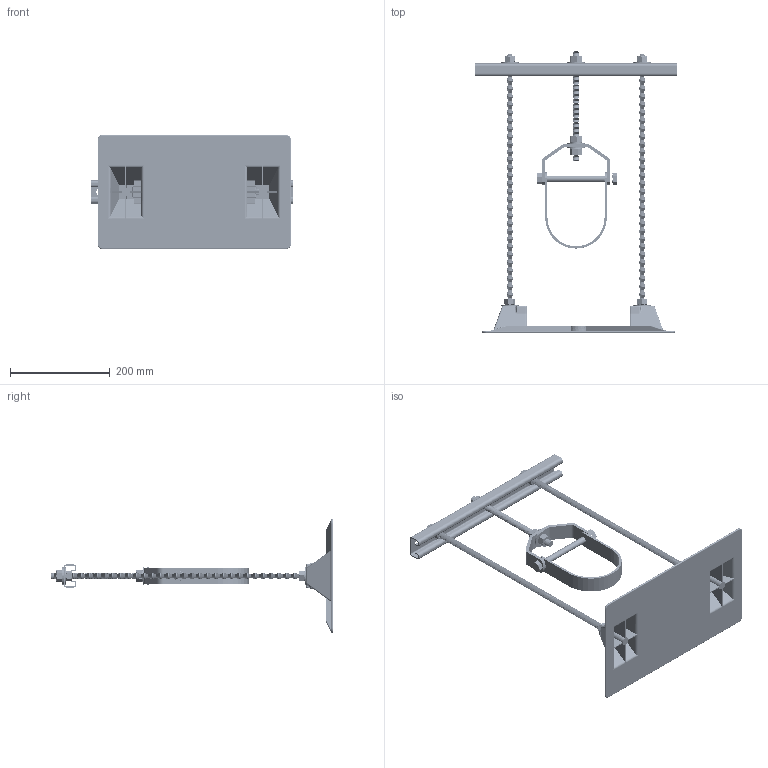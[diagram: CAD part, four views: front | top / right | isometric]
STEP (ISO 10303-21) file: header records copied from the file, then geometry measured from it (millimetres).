
FILE_DESCRIPTION((''),'2;1');
FILE_NAME('2.5-SBH.stp','2012-11-21T13:19:15',('rdavis'),(''),'Autodesk Inventor 2013','Autodesk Inventor 2013','');
FILE_SCHEMA(('AUTOMOTIVE_DESIGN { 1 0 10303 214 1 1 1 1 }'));
Length unit declared in the file: inch
Products named in the file (13): 2; Flat Washer Type A Wide_AI_FW 0; Hex Nut_AI_HNUT 0; All Thread_.4875 dia x 22_; 9x15.25 No Logo; 12 Gauge Channel_16_ ; 4.75_shorter all thread; hex bolt 5 inch long_HBOLT 0; top hanger_4; Heavy Hex Nut_AI; Heavy Hex Nut_AI_HHNUT 0; bottom hanger_4; .5 all thread_7_
Assembly tree (28 placements, depth 3):
  2
    Flat Washer Type A Wide_AI_FW 0  x6
    Hex Nut_AI_HNUT 0  x6
    All Thread_.4875 dia x 22_  x2
    9x15.25 No Logo
    12 Gauge Channel_16_ 
    4.75_shorter all thread
      Flat Washer Type A Wide_AI_FW 0  x3
      hex bolt 5 inch long_HBOLT 0
      top hanger_4
      Heavy Hex Nut_AI
      Heavy Hex Nut_AI_HHNUT 0  x3
      bottom hanger_4
      .5 all thread_7_
Bounding box: 406.4 x 565.07 x 228.6 mm (x, y, z)
Volume: 842479.6 mm3; surface area: 560549.9 mm2
Topology: 27 solids, 27 shells, 3709 faces, 9572 edges, 6064 vertices
Faces by surface type: cone 1504, plane 985, cylinder 930, bspline 242, torus 28, sphere 20
Full cylindrical faces by diameter (mm): 3.556 x4, 7.62 x4, 10.16 x4, 10.716 x9, 11.1 x1, 12.383 x596, 12.7 x77, 12.731 x21, 12.954 x2, 14.275 x9, 17.018 x1, 22.225 x3, 34.925 x9
Entity records: 81429 total; most frequent: CARTESIAN_POINT 25634, DIRECTION 10684, ORIENTED_EDGE 9482, EDGE_CURVE 4741, AXIS2_PLACEMENT_3D 4113, EDGE_LOOP 3984, VERTEX_POINT 3495, FACE_OUTER_BOUND 2609
